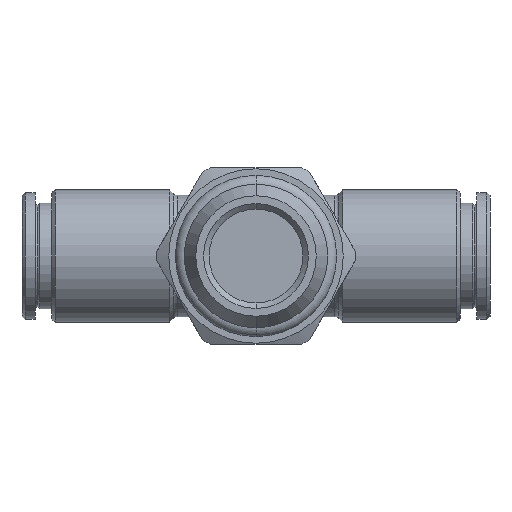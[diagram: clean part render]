
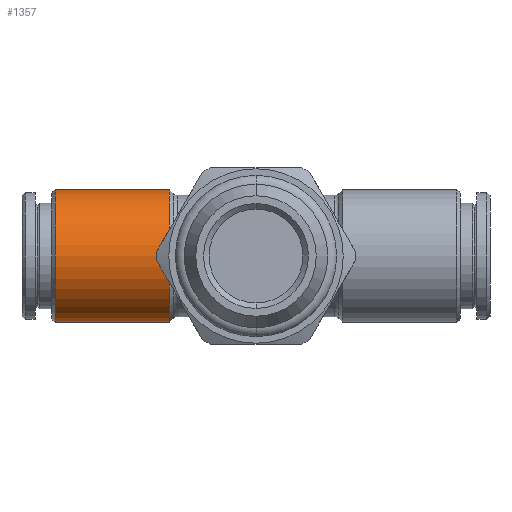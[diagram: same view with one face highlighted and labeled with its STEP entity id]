
A CAD part, front view. The second image highlights one B-rep face of the part: STEP entity #1357.
In plain terms, the highlighted cylindrical face has radius 6 mm (diameter 12 mm), a partial arc.
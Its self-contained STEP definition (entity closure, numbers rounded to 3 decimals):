
#1253 = VERTEX_POINT ( 'NONE', #2530 ) ;
#1265 = ORIENTED_EDGE ( 'NONE', *, *, #1345, .F. ) ;
#1269 = EDGE_LOOP ( 'NONE', ( #1265, #1366, #1404, #1295 ) ) ;
#1275 = EDGE_CURVE ( 'NONE', #1409, #1506, #2556, .T. ) ;
#1295 = ORIENTED_EDGE ( 'NONE', *, *, #1298, .F. ) ;
#1298 = EDGE_CURVE ( 'NONE', #1253, #1508, #2580, .T. ) ;
#1345 = EDGE_CURVE ( 'NONE', #1409, #1253, #2636, .T. ) ;
#1346 = EDGE_CURVE ( 'NONE', #1506, #1508, #2585, .T. ) ;
#1357 = ADVANCED_FACE ( 'NONE', ( #2574 ), #2581, .T. ) ;
#1366 = ORIENTED_EDGE ( 'NONE', *, *, #1275, .T. ) ;
#1404 = ORIENTED_EDGE ( 'NONE', *, *, #1346, .T. ) ;
#1409 = VERTEX_POINT ( 'NONE', #2642 ) ;
#1506 = VERTEX_POINT ( 'NONE', #2664 ) ;
#1508 = VERTEX_POINT ( 'NONE', #2659 ) ;
#2530 = CARTESIAN_POINT ( 'NONE',  ( -18.2, 0., 6. ) ) ;
#2554 = VECTOR ( 'NONE', #2563, 1000. ) ;
#2555 = CARTESIAN_POINT ( 'NONE',  ( 0., 0., -6. ) ) ;
#2556 = LINE ( 'NONE', #2555, #2554 ) ;
#2563 = DIRECTION ( 'NONE',  ( 1., 0., 0. ) ) ;
#2564 = DIRECTION ( 'NONE',  ( 0., 0., 1. ) ) ;
#2565 = DIRECTION ( 'NONE',  ( 1., 0., 0. ) ) ;
#2574 = FACE_OUTER_BOUND ( 'NONE', #1269, .T. ) ;
#2577 = DIRECTION ( 'NONE',  ( 0., 0., 1. ) ) ;
#2578 = DIRECTION ( 'NONE',  ( -1., 0., 0. ) ) ;
#2580 = LINE ( 'NONE', #2638, #2596 ) ;
#2581 = CYLINDRICAL_SURFACE ( 'NONE', #2583, 6. ) ;
#2582 = CARTESIAN_POINT ( 'NONE',  ( 0., 0., 0. ) ) ;
#2583 = AXIS2_PLACEMENT_3D ( 'NONE', #2582, #2565, #2564 ) ;
#2584 = AXIS2_PLACEMENT_3D ( 'NONE', #2617, #2641, #2640 ) ;
#2585 = CIRCLE ( 'NONE', #2584, 6. ) ;
#2593 = AXIS2_PLACEMENT_3D ( 'NONE', #2645, #2578, #2577 ) ;
#2594 = DIRECTION ( 'NONE',  ( 1., 0., 0. ) ) ;
#2596 = VECTOR ( 'NONE', #2594, 1000. ) ;
#2617 = CARTESIAN_POINT ( 'NONE',  ( -7.854, 0., 0. ) ) ;
#2636 = CIRCLE ( 'NONE', #2593, 6. ) ;
#2638 = CARTESIAN_POINT ( 'NONE',  ( 0., 0., 6. ) ) ;
#2640 = DIRECTION ( 'NONE',  ( 0., 0., 1. ) ) ;
#2641 = DIRECTION ( 'NONE',  ( -1., 0., 0. ) ) ;
#2642 = CARTESIAN_POINT ( 'NONE',  ( -18.2, 0., -6. ) ) ;
#2645 = CARTESIAN_POINT ( 'NONE',  ( -18.2, 0., 0. ) ) ;
#2659 = CARTESIAN_POINT ( 'NONE',  ( -7.854, 0., 6. ) ) ;
#2664 = CARTESIAN_POINT ( 'NONE',  ( -7.854, 0., -6. ) ) ;
